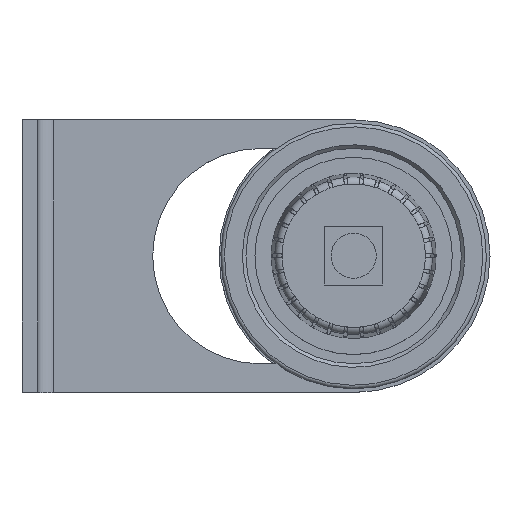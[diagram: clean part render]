
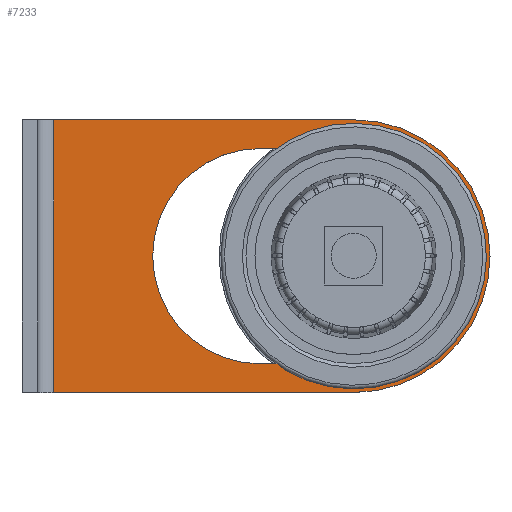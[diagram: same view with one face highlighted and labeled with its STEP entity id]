
A CAD part, top view. The second image highlights one B-rep face of the part: STEP entity #7233.
In plain terms, the highlighted planar face has unit normal (0, 0, 1).
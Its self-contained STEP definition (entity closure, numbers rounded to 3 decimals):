
#627=FACE_BOUND($,#1643,.T.);
#855=CIRCLE($,#7929,19.);
#856=CIRCLE($,#7930,15.);
#857=CIRCLE($,#7931,15.);
#1230=FACE_OUTER_BOUND($,#1642,.T.);
#1642=EDGE_LOOP($,(#6602,#6603,#6604,#6605));
#1643=EDGE_LOOP($,(#6606,#6607,#6608,#6609));
#2169=LINE($,#14617,#2687);
#2172=LINE($,#14630,#2690);
#2173=LINE($,#14633,#2691);
#2174=LINE($,#14638,#2692);
#2175=LINE($,#14641,#2693);
#2687=VECTOR($,#9790,38.);
#2690=VECTOR($,#9803,41.8);
#2691=VECTOR($,#9806,41.8);
#2692=VECTOR($,#9809,13.);
#2693=VECTOR($,#9812,13.);
#3416=VERTEX_POINT($,#14614);
#3417=VERTEX_POINT($,#14616);
#3422=VERTEX_POINT($,#14629);
#3423=VERTEX_POINT($,#14631);
#3424=VERTEX_POINT($,#14634);
#3425=VERTEX_POINT($,#14635);
#3426=VERTEX_POINT($,#14637);
#3427=VERTEX_POINT($,#14639);
#4484=EDGE_CURVE($,#3417,#3416,#2169,.T.);
#4490=EDGE_CURVE($,#3422,#3416,#2172,.T.);
#4491=EDGE_CURVE($,#3423,#3422,#855,.T.);
#4492=EDGE_CURVE($,#3417,#3423,#2173,.T.);
#4493=EDGE_CURVE($,#3424,#3425,#856,.T.);
#4494=EDGE_CURVE($,#3425,#3426,#2174,.T.);
#4495=EDGE_CURVE($,#3426,#3427,#857,.T.);
#4496=EDGE_CURVE($,#3427,#3424,#2175,.T.);
#6602=ORIENTED_EDGE($,*,*,#4484,.T.);
#6603=ORIENTED_EDGE($,*,*,#4490,.F.);
#6604=ORIENTED_EDGE($,*,*,#4491,.F.);
#6605=ORIENTED_EDGE($,*,*,#4492,.F.);
#6606=ORIENTED_EDGE($,*,*,#4493,.T.);
#6607=ORIENTED_EDGE($,*,*,#4494,.T.);
#6608=ORIENTED_EDGE($,*,*,#4495,.T.);
#6609=ORIENTED_EDGE($,*,*,#4496,.T.);
#6855=PLANE($,#7928);
#7233=ADVANCED_FACE($,(#1230,#627),#6855,.T.);
#7928=AXIS2_PLACEMENT_3D($,#14628,#9801,#9802);
#7929=AXIS2_PLACEMENT_3D($,#14632,#9804,#9805);
#7930=AXIS2_PLACEMENT_3D($,#14636,#9807,#9808);
#7931=AXIS2_PLACEMENT_3D($,#14640,#9810,#9811);
#9790=DIRECTION($,(0.,-1.,0.));
#9801=DIRECTION('center_axis',(0.,0.,1.));
#9802=DIRECTION('ref_axis',(1.,0.,0.));
#9803=DIRECTION($,(-1.,0.,0.));
#9804=DIRECTION('center_axis',(0.,0.,-1.));
#9805=DIRECTION('ref_axis',(0.,1.,0.));
#9806=DIRECTION($,(1.,0.,0.));
#9807=DIRECTION('center_axis',(0.,0.,-1.));
#9808=DIRECTION('ref_axis',(0.,-1.,0.));
#9809=DIRECTION($,(-1.,0.,0.));
#9810=DIRECTION('center_axis',(0.,0.,-1.));
#9811=DIRECTION('ref_axis',(0.,1.,0.));
#9812=DIRECTION($,(1.,0.,0.));
#14614=CARTESIAN_POINT('',(-41.8,-19.,2.2));
#14616=CARTESIAN_POINT('',(-41.8,19.,2.2));
#14617=CARTESIAN_POINT($,(-41.8,-9.5,2.2));
#14628=CARTESIAN_POINT('Origin',(-15.925,0.,
2.2));
#14629=CARTESIAN_POINT('',(0.,-19.,2.2));
#14630=CARTESIAN_POINT($,(0.,-19.,2.2));
#14631=CARTESIAN_POINT('',(0.,19.,2.2));
#14632=CARTESIAN_POINT('Origin',(0.,0.,2.2));
#14633=CARTESIAN_POINT($,(-44.,19.,2.2));
#14634=CARTESIAN_POINT('',(0.,15.,2.2));
#14635=CARTESIAN_POINT('',(0.,-15.,2.2));
#14636=CARTESIAN_POINT('Origin',(0.,0.,2.2));
#14637=CARTESIAN_POINT('',(-13.,-15.,2.2));
#14638=CARTESIAN_POINT($,(-7.962,-15.,2.2));
#14639=CARTESIAN_POINT('',(-13.,15.,2.2));
#14640=CARTESIAN_POINT('Origin',(-13.,0.,2.2));
#14641=CARTESIAN_POINT($,(-14.462,15.,2.2));
